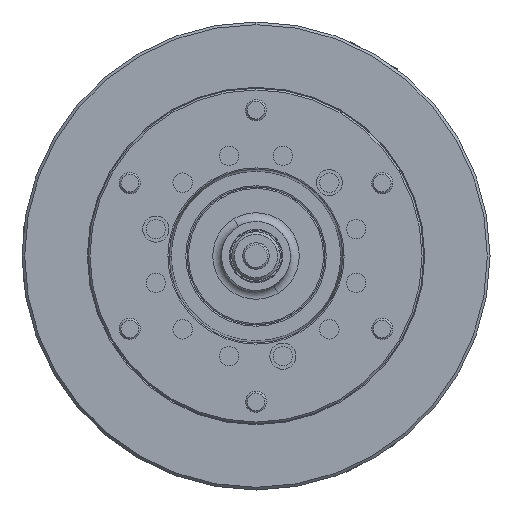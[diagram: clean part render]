
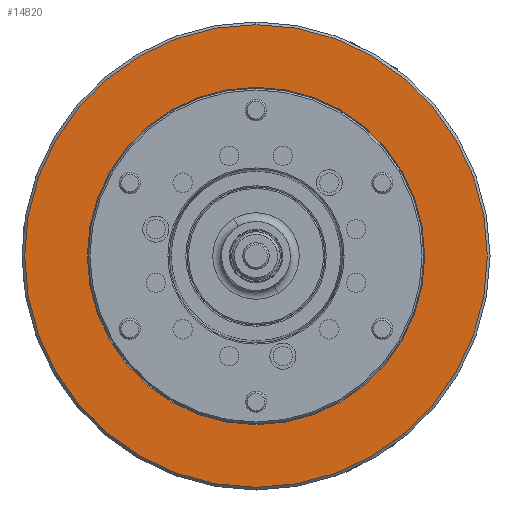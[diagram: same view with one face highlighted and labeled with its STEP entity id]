
A CAD part, left-side view. The second image highlights one B-rep face of the part: STEP entity #14820.
In plain terms, the highlighted planar face has unit normal (-1, 0, 0).
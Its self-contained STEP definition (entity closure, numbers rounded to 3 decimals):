
#917 = DIRECTION ( 'NONE',  ( -1., 0., 0. ) ) ;
#1640 = EDGE_CURVE ( 'NONE', #24635, #28667, #31543, .T. ) ;
#3002 = ORIENTED_EDGE ( 'NONE', *, *, #15717, .T. ) ;
#3710 = AXIS2_PLACEMENT_3D ( 'NONE', #26956, #7433, #30235 ) ;
#4159 = ORIENTED_EDGE ( 'NONE', *, *, #1640, .T. ) ;
#5745 = CIRCLE ( 'NONE', #7804, 191. ) ;
#5799 = DIRECTION ( 'NONE',  ( 1., 0., 0. ) ) ;
#7310 = PLANE ( 'NONE',  #3710 ) ;
#7433 = DIRECTION ( 'NONE',  ( -1., 0., 0. ) ) ;
#7804 = AXIS2_PLACEMENT_3D ( 'NONE', #19365, #42119, #22615 ) ;
#10048 = EDGE_CURVE ( 'NONE', #28667, #24635, #10102, .T. ) ;
#10102 = CIRCLE ( 'NONE', #17421, 262. ) ;
#13221 = CARTESIAN_POINT ( 'NONE',  ( -125., 0., -191. ) ) ;
#14644 = AXIS2_PLACEMENT_3D ( 'NONE', #25268, #5799, #28584 ) ;
#14820 = ADVANCED_FACE ( 'NONE', ( #24164, #15484 ), #7310, .T. ) ;
#15429 = VERTEX_POINT ( 'NONE', #33888 ) ;
#15484 = FACE_OUTER_BOUND ( 'NONE', #26109, .T. ) ;
#15511 = DIRECTION ( 'NONE',  ( -1., 0., 0. ) ) ;
#15717 = EDGE_CURVE ( 'NONE', #17672, #15429, #5745, .T. ) ;
#15788 = CARTESIAN_POINT ( 'NONE',  ( -125., 0., 262. ) ) ;
#17421 = AXIS2_PLACEMENT_3D ( 'NONE', #35085, #15511, #38385 ) ;
#17672 = VERTEX_POINT ( 'NONE', #13221 ) ;
#17852 = CARTESIAN_POINT ( 'NONE',  ( -125., 0., -262. ) ) ;
#19073 = AXIS2_PLACEMENT_3D ( 'NONE', #20456, #917, #23695 ) ;
#19365 = CARTESIAN_POINT ( 'NONE',  ( -125., 0., 0. ) ) ;
#19854 = EDGE_LOOP ( 'NONE', ( #32723, #3002 ) ) ;
#20456 = CARTESIAN_POINT ( 'NONE',  ( -125., 0., 0. ) ) ;
#22615 = DIRECTION ( 'NONE',  ( 0., 0., 1. ) ) ;
#23695 = DIRECTION ( 'NONE',  ( 0., 0., 1. ) ) ;
#24164 = FACE_BOUND ( 'NONE', #19854, .T. ) ;
#24635 = VERTEX_POINT ( 'NONE', #17852 ) ;
#25268 = CARTESIAN_POINT ( 'NONE',  ( -125., 0., 0. ) ) ;
#26109 = EDGE_LOOP ( 'NONE', ( #4159, #36057 ) ) ;
#26956 = CARTESIAN_POINT ( 'NONE',  ( -125., 265., 0. ) ) ;
#28584 = DIRECTION ( 'NONE',  ( 0., 0., 1. ) ) ;
#28667 = VERTEX_POINT ( 'NONE', #15788 ) ;
#30235 = DIRECTION ( 'NONE',  ( 0., 0., 1. ) ) ;
#31543 = CIRCLE ( 'NONE', #19073, 262. ) ;
#32723 = ORIENTED_EDGE ( 'NONE', *, *, #39629, .T. ) ;
#33888 = CARTESIAN_POINT ( 'NONE',  ( -125., 0., 191. ) ) ;
#35085 = CARTESIAN_POINT ( 'NONE',  ( -125., 0., 0. ) ) ;
#36057 = ORIENTED_EDGE ( 'NONE', *, *, #10048, .T. ) ;
#38385 = DIRECTION ( 'NONE',  ( 0., 0., 1. ) ) ;
#39629 = EDGE_CURVE ( 'NONE', #15429, #17672, #42149, .T. ) ;
#42119 = DIRECTION ( 'NONE',  ( 1., 0., 0. ) ) ;
#42149 = CIRCLE ( 'NONE', #14644, 191. ) ;
